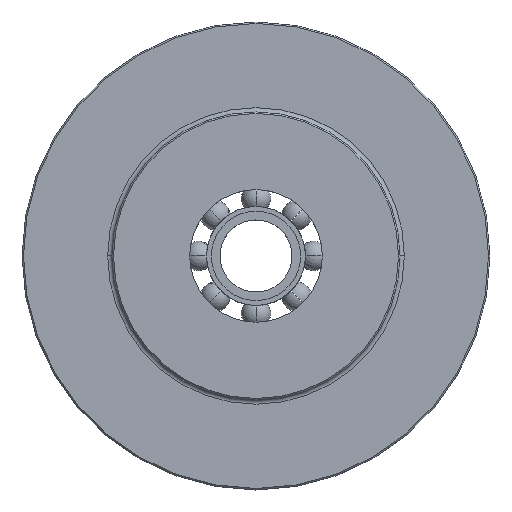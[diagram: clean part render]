
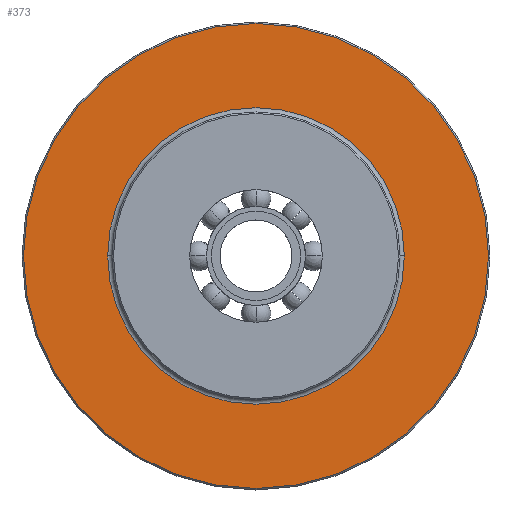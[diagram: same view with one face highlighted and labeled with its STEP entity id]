
A CAD part, top view. The second image highlights one B-rep face of the part: STEP entity #373.
In plain terms, the highlighted planar face has unit normal (0, 0, 1).
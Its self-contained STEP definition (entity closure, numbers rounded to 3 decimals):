
#373=ADVANCED_FACE('',(#774,#775),#776,.T.);
#774=FACE_BOUND('',#1184,.T.);
#775=FACE_OUTER_BOUND('',#1185,.T.);
#776=PLANE('',#1186);
#1184=EDGE_LOOP('',(#2443,#2444));
#1185=EDGE_LOOP('',(#2445,#2446));
#1186=AXIS2_PLACEMENT_3D('',#2447,#2448,#2449);
#2443=ORIENTED_EDGE('',*,*,#3078,.F.);
#2444=ORIENTED_EDGE('',*,*,#2697,.F.);
#2445=ORIENTED_EDGE('',*,*,#2704,.T.);
#2446=ORIENTED_EDGE('',*,*,#3076,.T.);
#2447=CARTESIAN_POINT('',(132.25,0.0,21.0));
#2448=DIRECTION('',(0.0,0.0,1.0));
#2449=DIRECTION('',(1.0,0.0,0.0));
#2697=EDGE_CURVE('',#3327,#3329,#3330,.T.);
#2704=EDGE_CURVE('',#3335,#3339,#3341,.T.);
#3076=EDGE_CURVE('',#3339,#3335,#3893,.T.);
#3078=EDGE_CURVE('',#3329,#3327,#3895,.T.);
#3327=VERTEX_POINT('',#5376);
#3329=VERTEX_POINT('',#5378);
#3330=CIRCLE('',#5379,103.0);
#3335=VERTEX_POINT('',#5384);
#3339=VERTEX_POINT('',#5389);
#3341=CIRCLE('',#5392,161.5);
#3893=CIRCLE('',#9092,161.5);
#3895=CIRCLE('',#9094,103.0);
#5376=CARTESIAN_POINT('',(-103.0,0.,21.0));
#5378=CARTESIAN_POINT('',(103.0,0.0,21.0));
#5379=AXIS2_PLACEMENT_3D('',#9305,#9306,#9307);
#5384=CARTESIAN_POINT('',(161.5,0.0,21.0));
#5389=CARTESIAN_POINT('',(-161.5,0.,21.0));
#5392=AXIS2_PLACEMENT_3D('',#9319,#9320,#9321);
#9092=AXIS2_PLACEMENT_3D('',#9704,#9705,#9706);
#9094=AXIS2_PLACEMENT_3D('',#9707,#9708,#9709);
#9305=CARTESIAN_POINT('',(0.0,0.0,21.0));
#9306=DIRECTION('',(0.0,0.0,1.0));
#9307=DIRECTION('',(1.0,0.0,0.0));
#9319=CARTESIAN_POINT('',(0.0,0.0,21.0));
#9320=DIRECTION('',(0.0,0.0,1.0));
#9321=DIRECTION('',(1.0,0.0,0.0));
#9704=CARTESIAN_POINT('',(0.0,0.0,21.0));
#9705=DIRECTION('',(0.0,0.0,1.0));
#9706=DIRECTION('',(1.0,0.0,0.0));
#9707=CARTESIAN_POINT('',(0.0,0.0,21.0));
#9708=DIRECTION('',(0.0,0.0,1.0));
#9709=DIRECTION('',(1.0,0.0,0.0));
